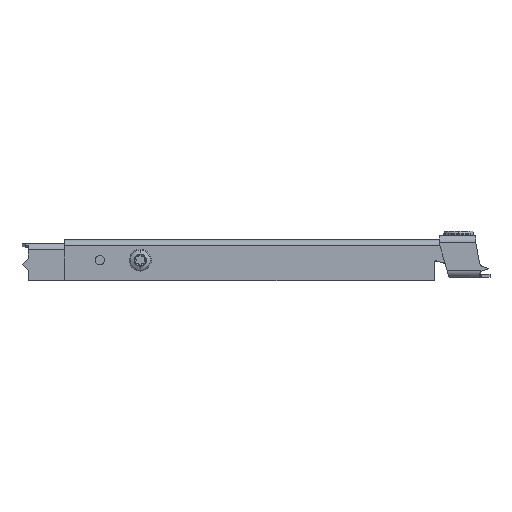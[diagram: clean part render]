
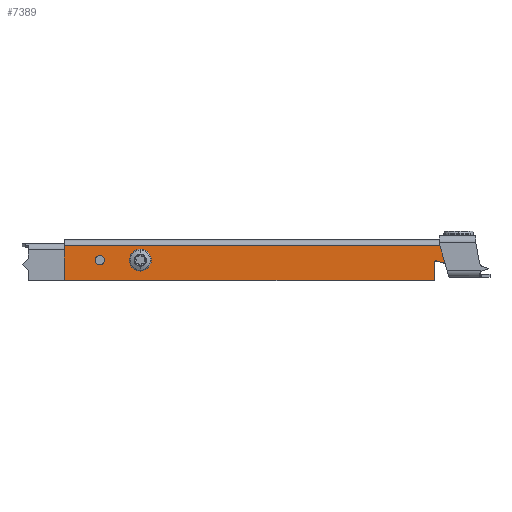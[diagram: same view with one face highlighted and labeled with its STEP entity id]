
A CAD part, top view. The second image highlights one B-rep face of the part: STEP entity #7389.
In plain terms, the highlighted planar face has unit normal (0, 0, 1).
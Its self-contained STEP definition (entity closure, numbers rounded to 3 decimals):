
#92 = DIRECTION ( 'NONE',  ( 0., 0., 1. ) ) ;
#100 = DIRECTION ( 'NONE',  ( 0., -1., 0. ) ) ;
#158 = LINE ( 'NONE', #8549, #813 ) ;
#292 = ORIENTED_EDGE ( 'NONE', *, *, #1958, .T. ) ;
#510 = DIRECTION ( 'NONE',  ( 0., 0., 1. ) ) ;
#608 = AXIS2_PLACEMENT_3D ( 'NONE', #6002, #3955, #100 ) ;
#689 = EDGE_CURVE ( 'NONE', #3068, #5722, #158, .T. ) ;
#761 = EDGE_CURVE ( 'NONE', #15319, #3068, #13233, .T. ) ;
#770 = ORIENTED_EDGE ( 'NONE', *, *, #689, .F. ) ;
#813 = VECTOR ( 'NONE', #6060, 1000. ) ;
#848 = VECTOR ( 'NONE', #6093, 1000. ) ;
#863 = CARTESIAN_POINT ( 'NONE',  ( 82.776, -10.521, 18.484 ) ) ;
#1255 = VERTEX_POINT ( 'NONE', #13495 ) ;
#1353 = DIRECTION ( 'NONE',  ( 0., 1., 0. ) ) ;
#1421 = CIRCLE ( 'NONE', #6384, 1. ) ;
#1432 = DIRECTION ( 'NONE',  ( -0.309, -0.951, 0. ) ) ;
#1436 = ORIENTED_EDGE ( 'NONE', *, *, #12955, .T. ) ;
#1470 = DIRECTION ( 'NONE',  ( 0., 0., 1. ) ) ;
#1507 = VERTEX_POINT ( 'NONE', #11482 ) ;
#1673 = EDGE_LOOP ( 'NONE', ( #14458, #12696 ) ) ;
#1797 = CARTESIAN_POINT ( 'NONE',  ( -84., -10.124, 18.484 ) ) ;
#1857 = VERTEX_POINT ( 'NONE', #8060 ) ;
#1958 = EDGE_CURVE ( 'NONE', #11949, #1507, #3528, .T. ) ;
#2357 = ORIENTED_EDGE ( 'NONE', *, *, #761, .F. ) ;
#2364 = ORIENTED_EDGE ( 'NONE', *, *, #6746, .F. ) ;
#2447 = CARTESIAN_POINT ( 'NONE',  ( -64., -10.124, 18.484 ) ) ;
#2942 = FACE_OUTER_BOUND ( 'NONE', #8545, .T. ) ;
#2987 = CARTESIAN_POINT ( 'NONE',  ( 97.9, -13.817, 18.484 ) ) ;
#2995 = VERTEX_POINT ( 'NONE', #7883 ) ;
#3054 = VECTOR ( 'NONE', #6765, 1000. ) ;
#3068 = VERTEX_POINT ( 'NONE', #4302 ) ;
#3528 = LINE ( 'NONE', #13243, #14859 ) ;
#3658 = EDGE_CURVE ( 'NONE', #1507, #11269, #8525, .T. ) ;
#3675 = CARTESIAN_POINT ( 'NONE',  ( 98.851, -14.126, 18.484 ) ) ;
#3785 = ORIENTED_EDGE ( 'NONE', *, *, #5083, .F. ) ;
#3790 = VECTOR ( 'NONE', #8607, 1000. ) ;
#3951 = CIRCLE ( 'NONE', #13641, 2.25 ) ;
#3955 = DIRECTION ( 'NONE',  ( 0., 0., 1. ) ) ;
#4302 = CARTESIAN_POINT ( 'NONE',  ( 81.5, -11.482, 18.484 ) ) ;
#4371 = AXIS2_PLACEMENT_3D ( 'NONE', #2987, #12628, #14886 ) ;
#4764 = DIRECTION ( 'NONE',  ( 0., 1., 0. ) ) ;
#4836 = AXIS2_PLACEMENT_3D ( 'NONE', #2447, #510, #5242 ) ;
#4963 = CARTESIAN_POINT ( 'NONE',  ( 81.5, -20.124, 18.484 ) ) ;
#4997 = VERTEX_POINT ( 'NONE', #6640 ) ;
#5083 = EDGE_CURVE ( 'NONE', #1255, #11307, #11257, .T. ) ;
#5242 = DIRECTION ( 'NONE',  ( 0., -1., 0. ) ) ;
#5394 = EDGE_CURVE ( 'NONE', #11269, #5722, #11287, .T. ) ;
#5460 = DIRECTION ( 'NONE',  ( 0., -1., 0. ) ) ;
#5722 = VERTEX_POINT ( 'NONE', #4963 ) ;
#5923 = PLANE ( 'NONE',  #608 ) ;
#6002 = CARTESIAN_POINT ( 'NONE',  ( 0., 15.676, 18.484 ) ) ;
#6060 = DIRECTION ( 'NONE',  ( 0., -1., 0. ) ) ;
#6093 = DIRECTION ( 'NONE',  ( -0.961, 0.276, 0. ) ) ;
#6305 = VECTOR ( 'NONE', #1432, 1000. ) ;
#6374 = ORIENTED_EDGE ( 'NONE', *, *, #3658, .T. ) ;
#6384 = AXIS2_PLACEMENT_3D ( 'NONE', #12007, #10986, #1353 ) ;
#6640 = CARTESIAN_POINT ( 'NONE',  ( 97.624, -14.779, 18.484 ) ) ;
#6738 = EDGE_CURVE ( 'NONE', #12172, #1857, #9916, .T. ) ;
#6746 = EDGE_CURVE ( 'NONE', #4997, #15319, #10993, .T. ) ;
#6765 = DIRECTION ( 'NONE',  ( 1., 0., 0. ) ) ;
#6870 = DIRECTION ( 'NONE',  ( 0., 0., 1. ) ) ;
#7044 = AXIS2_PLACEMENT_3D ( 'NONE', #12121, #1470, #7462 ) ;
#7046 = EDGE_CURVE ( 'NONE', #2995, #13068, #12773, .T. ) ;
#7134 = ORIENTED_EDGE ( 'NONE', *, *, #15134, .F. ) ;
#7389 = ADVANCED_FACE ( 'NONE', ( #10682, #13073, #2942 ), #5923, .T. ) ;
#7462 = DIRECTION ( 'NONE',  ( 0., 1., 0. ) ) ;
#7565 = EDGE_CURVE ( 'NONE', #13068, #2995, #8556, .T. ) ;
#7805 = EDGE_LOOP ( 'NONE', ( #3785, #7134 ) ) ;
#7883 = CARTESIAN_POINT ( 'NONE',  ( -64., -7.874, 18.484 ) ) ;
#7959 = CARTESIAN_POINT ( 'NONE',  ( -64., -10.124, 18.484 ) ) ;
#7967 = ORIENTED_EDGE ( 'NONE', *, *, #5394, .T. ) ;
#8060 = CARTESIAN_POINT ( 'NONE',  ( 98.851, -14.126, 18.484 ) ) ;
#8190 = DIRECTION ( 'NONE',  ( 0., -1., 0. ) ) ;
#8525 = LINE ( 'NONE', #8680, #3790 ) ;
#8545 = EDGE_LOOP ( 'NONE', ( #1436, #292, #6374, #7967, #770, #2357, #2364, #9277, #11980, #13895 ) ) ;
#8549 = CARTESIAN_POINT ( 'NONE',  ( 81.5, -20.124, 18.484 ) ) ;
#8556 = CIRCLE ( 'NONE', #4836, 2.25 ) ;
#8607 = DIRECTION ( 'NONE',  ( 0., -1., 0. ) ) ;
#8680 = CARTESIAN_POINT ( 'NONE',  ( -101.5, -20.124, 18.484 ) ) ;
#9277 = ORIENTED_EDGE ( 'NONE', *, *, #13170, .F. ) ;
#9574 = CARTESIAN_POINT ( 'NONE',  ( 97.9, -14.817, 18.484 ) ) ;
#9902 = EDGE_CURVE ( 'NONE', #1857, #15000, #13562, .T. ) ;
#9916 = LINE ( 'NONE', #3675, #6305 ) ;
#10354 = CARTESIAN_POINT ( 'NONE',  ( 101.5, -20.124, 18.484 ) ) ;
#10599 = CARTESIAN_POINT ( 'NONE',  ( -84., -10.124, 18.484 ) ) ;
#10682 = FACE_BOUND ( 'NONE', #1673, .T. ) ;
#10986 = DIRECTION ( 'NONE',  ( 0., 0., -1. ) ) ;
#10993 = LINE ( 'NONE', #14334, #848 ) ;
#11257 = CIRCLE ( 'NONE', #13480, 2.25 ) ;
#11269 = VERTEX_POINT ( 'NONE', #12634 ) ;
#11287 = LINE ( 'NONE', #10354, #3054 ) ;
#11307 = VERTEX_POINT ( 'NONE', #13946 ) ;
#11482 = CARTESIAN_POINT ( 'NONE',  ( -101.5, -3., 18.484 ) ) ;
#11551 = CARTESIAN_POINT ( 'NONE',  ( 101.5, -20.124, 18.484 ) ) ;
#11629 = LINE ( 'NONE', #11551, #12086 ) ;
#11871 = DIRECTION ( 'NONE',  ( -1., 0., 0. ) ) ;
#11949 = VERTEX_POINT ( 'NONE', #14365 ) ;
#11980 = ORIENTED_EDGE ( 'NONE', *, *, #9902, .F. ) ;
#12007 = CARTESIAN_POINT ( 'NONE',  ( 97.9, -13.817, 18.484 ) ) ;
#12086 = VECTOR ( 'NONE', #4764, 1000. ) ;
#12121 = CARTESIAN_POINT ( 'NONE',  ( 82.5, -11.482, 18.484 ) ) ;
#12172 = VERTEX_POINT ( 'NONE', #14438 ) ;
#12373 = DIRECTION ( 'NONE',  ( 0., 0., 1. ) ) ;
#12531 = AXIS2_PLACEMENT_3D ( 'NONE', #7959, #6870, #8190 ) ;
#12628 = DIRECTION ( 'NONE',  ( 0., 0., -1. ) ) ;
#12634 = CARTESIAN_POINT ( 'NONE',  ( -101.5, -20.124, 18.484 ) ) ;
#12696 = ORIENTED_EDGE ( 'NONE', *, *, #7046, .F. ) ;
#12773 = CIRCLE ( 'NONE', #12531, 2.25 ) ;
#12955 = EDGE_CURVE ( 'NONE', #12172, #11949, #11629, .T. ) ;
#13064 = DIRECTION ( 'NONE',  ( 0., -1., 0. ) ) ;
#13068 = VERTEX_POINT ( 'NONE', #13388 ) ;
#13073 = FACE_BOUND ( 'NONE', #7805, .T. ) ;
#13170 = EDGE_CURVE ( 'NONE', #15000, #4997, #1421, .T. ) ;
#13233 = CIRCLE ( 'NONE', #7044, 1. ) ;
#13243 = CARTESIAN_POINT ( 'NONE',  ( 0., -3., 18.484 ) ) ;
#13388 = CARTESIAN_POINT ( 'NONE',  ( -64., -12.374, 18.484 ) ) ;
#13480 = AXIS2_PLACEMENT_3D ( 'NONE', #10599, #92, #13064 ) ;
#13495 = CARTESIAN_POINT ( 'NONE',  ( -84., -12.374, 18.484 ) ) ;
#13562 = CIRCLE ( 'NONE', #4371, 1. ) ;
#13641 = AXIS2_PLACEMENT_3D ( 'NONE', #1797, #12373, #5460 ) ;
#13895 = ORIENTED_EDGE ( 'NONE', *, *, #6738, .F. ) ;
#13946 = CARTESIAN_POINT ( 'NONE',  ( -84., -7.874, 18.484 ) ) ;
#14334 = CARTESIAN_POINT ( 'NONE',  ( 82.776, -10.521, 18.484 ) ) ;
#14365 = CARTESIAN_POINT ( 'NONE',  ( 101.5, -3., 18.484 ) ) ;
#14438 = CARTESIAN_POINT ( 'NONE',  ( 101.5, -5.974, 18.484 ) ) ;
#14458 = ORIENTED_EDGE ( 'NONE', *, *, #7565, .F. ) ;
#14859 = VECTOR ( 'NONE', #11871, 1000. ) ;
#14886 = DIRECTION ( 'NONE',  ( 0., 1., 0. ) ) ;
#15000 = VERTEX_POINT ( 'NONE', #9574 ) ;
#15134 = EDGE_CURVE ( 'NONE', #11307, #1255, #3951, .T. ) ;
#15319 = VERTEX_POINT ( 'NONE', #863 ) ;
